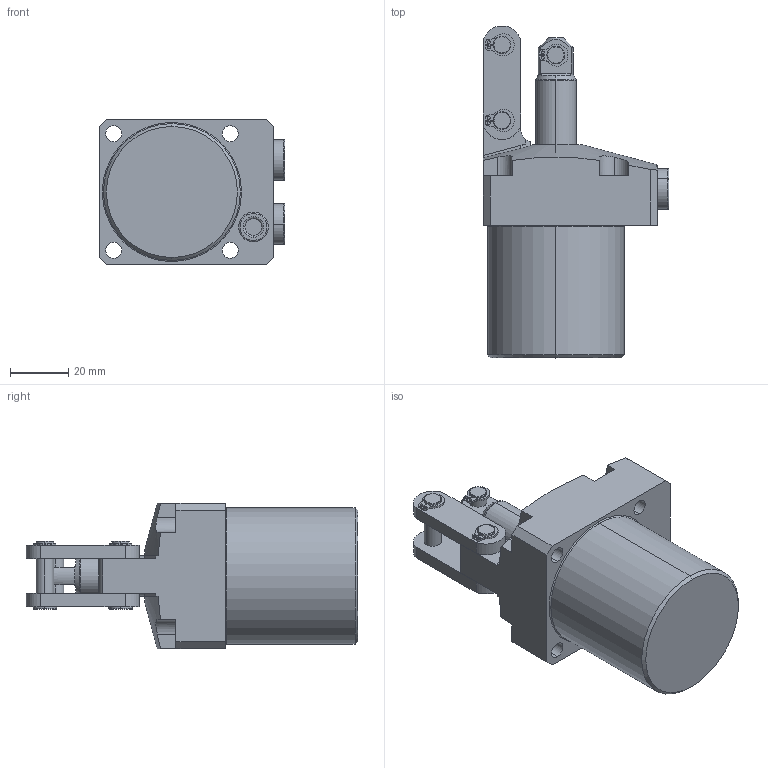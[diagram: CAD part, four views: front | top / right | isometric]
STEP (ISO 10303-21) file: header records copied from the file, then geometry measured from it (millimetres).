
FILE_DESCRIPTION (( 'STEP AP203' ), '1' );
FILE_NAME ('CLT04-F.step', '2014-05-27T00:44:11', ( 'pascal' ), ( 'Hewlett-Packard Company' ), 'SwSTEP 2.0', 'SolidWorks 2012', '' );
FILE_SCHEMA (( 'CONFIG_CONTROL_DESIGN' ));
Length unit declared in the file: millimetre
Products named in the file (5): CLT04-F_BODY; CLT04_ROD; CLT04_LINK; CLT04_PLUG; CLT04-F
Assembly tree (5 placements, depth 2):
  CLT04-F
    CLT04-F_BODY
    CLT04_ROD
    CLT04_LINK
    CLT04_PLUG  x2
Bounding box: 63.8 x 113.97 x 50 mm (x, y, z)
Volume: 157277.9 mm3; surface area: 28326.8 mm2
Topology: 5 solids, 6 shells, 272 faces, 658 edges, 422 vertices
Faces by surface type: cylinder 113, plane 112, torus 26, cone 21
Entity records: 8235 total; most frequent: CARTESIAN_POINT 1593, DIRECTION 1356, ORIENTED_EDGE 1224, EDGE_CURVE 612, AXIS2_PLACEMENT_3D 535, VERTEX_POINT 394, EDGE_LOOP 290, VECTOR 286
